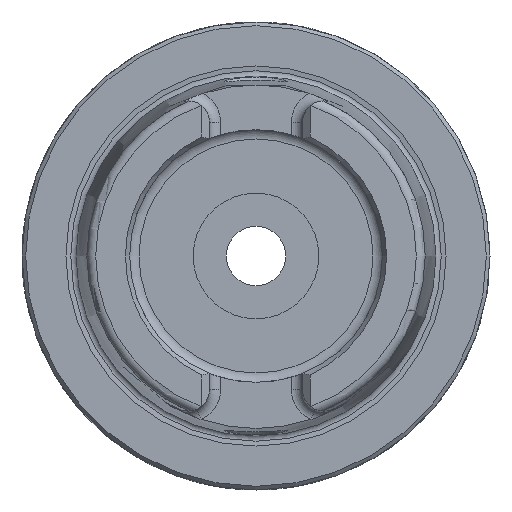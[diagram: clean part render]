
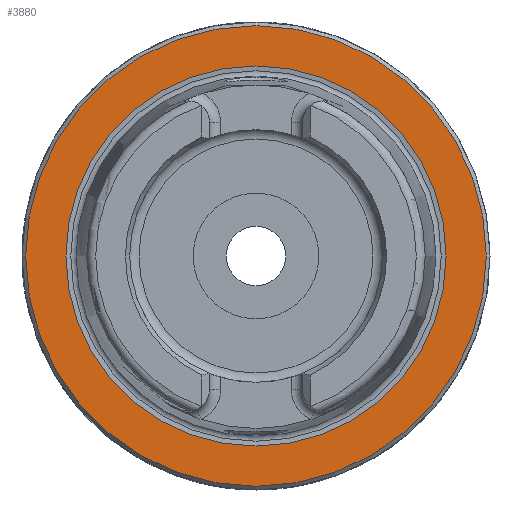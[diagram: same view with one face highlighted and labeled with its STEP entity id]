
A CAD part, left-side view. The second image highlights one B-rep face of the part: STEP entity #3880.
In plain terms, the highlighted planar face has unit normal (-1, 0, 0).
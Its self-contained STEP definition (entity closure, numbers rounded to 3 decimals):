
#663=FACE_BOUND('',#1083,.T.);
#714=PLANE('',#4343);
#866=FACE_OUTER_BOUND('',#1082,.T.);
#1082=EDGE_LOOP('',(#3273));
#1083=EDGE_LOOP('',(#3274));
#1689=CIRCLE('',#4342,25.588);
#1690=CIRCLE('',#4344,31.);
#1982=VERTEX_POINT('',#7114);
#1983=VERTEX_POINT('',#7118);
#2431=EDGE_CURVE('',#1982,#1982,#1689,.T.);
#2432=EDGE_CURVE('',#1983,#1983,#1690,.T.);
#3273=ORIENTED_EDGE('',*,*,#2432,.F.);
#3274=ORIENTED_EDGE('',*,*,#2431,.T.);
#3880=ADVANCED_FACE('',(#866,#663),#714,.T.);
#4342=AXIS2_PLACEMENT_3D('',#7116,#5146,#5147);
#4343=AXIS2_PLACEMENT_3D('',#7117,#5148,#5149);
#4344=AXIS2_PLACEMENT_3D('',#7119,#5150,#5151);
#5146=DIRECTION('center_axis',(1.,0.,0.));
#5147=DIRECTION('ref_axis',(0.,0.,-1.));
#5148=DIRECTION('center_axis',(-1.,0.,0.));
#5149=DIRECTION('ref_axis',(0.,0.,1.));
#5150=DIRECTION('center_axis',(1.,0.,0.));
#5151=DIRECTION('ref_axis',(0.,0.,-1.));
#7114=CARTESIAN_POINT('',(0.,-25.588,0.));
#7116=CARTESIAN_POINT('Origin',(0.,0.,0.));
#7117=CARTESIAN_POINT('Origin',(0.,31.,0.));
#7118=CARTESIAN_POINT('',(0.,-31.,0.));
#7119=CARTESIAN_POINT('Origin',(0.,0.,0.));
